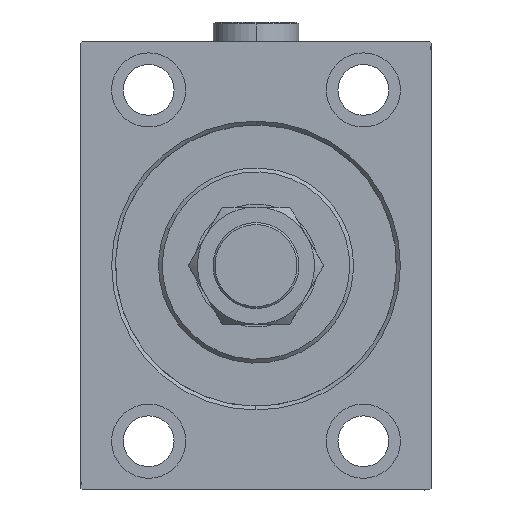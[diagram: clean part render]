
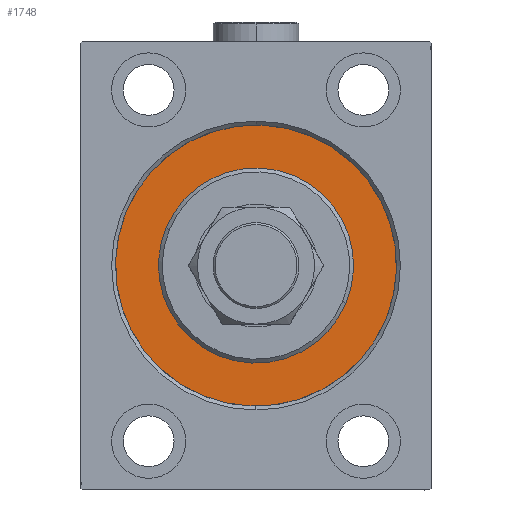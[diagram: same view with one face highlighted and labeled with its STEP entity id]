
A CAD part, left-side view. The second image highlights one B-rep face of the part: STEP entity #1748.
In plain terms, the highlighted face is planar.
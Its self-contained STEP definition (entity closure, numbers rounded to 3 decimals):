
#571 = AXIS2_PLACEMENT_3D ( 'NONE', #29788, #32662, #36697 ) ;
#812 = CARTESIAN_POINT ( 'NONE',  ( 0., 0., 0. ) ) ;
#1262 = ORIENTED_EDGE ( 'NONE', *, *, #23953, .F. ) ;
#1748 = ADVANCED_FACE ( 'NONE', ( #18411, #36698 ), #11044, .F. ) ;
#1822 = EDGE_CURVE ( 'NONE', #19162, #12729, #41073, .T. ) ;
#3882 = AXIS2_PLACEMENT_3D ( 'NONE', #25295, #35985, #21974 ) ;
#4087 = AXIS2_PLACEMENT_3D ( 'NONE', #37284, #29680, #26827 ) ;
#6067 = EDGE_CURVE ( 'NONE', #11230, #45764, #19177, .T. ) ;
#6666 = CARTESIAN_POINT ( 'NONE',  ( 0., 0., 25. ) ) ;
#11044 = PLANE ( 'NONE',  #3882 ) ;
#11230 = VERTEX_POINT ( 'NONE', #29107 ) ;
#12729 = VERTEX_POINT ( 'NONE', #22428 ) ;
#13825 = CARTESIAN_POINT ( 'NONE',  ( 0., 0., 0. ) ) ;
#18411 = FACE_BOUND ( 'NONE', #21281, .T. ) ;
#19162 = VERTEX_POINT ( 'NONE', #6666 ) ;
#19177 = CIRCLE ( 'NONE', #30536, 36. ) ;
#20492 = DIRECTION ( 'NONE',  ( -1., 0., 0. ) ) ;
#21281 = EDGE_LOOP ( 'NONE', ( #29226, #1262 ) ) ;
#21588 = EDGE_LOOP ( 'NONE', ( #35511, #27922 ) ) ;
#21974 = DIRECTION ( 'NONE',  ( 0., 0., 1. ) ) ;
#22428 = CARTESIAN_POINT ( 'NONE',  ( 0., 0., -25. ) ) ;
#23953 = EDGE_CURVE ( 'NONE', #12729, #19162, #41540, .T. ) ;
#24050 = DIRECTION ( 'NONE',  ( 0., 0., 1. ) ) ;
#25295 = CARTESIAN_POINT ( 'NONE',  ( 0., 0., 0. ) ) ;
#25306 = CIRCLE ( 'NONE', #4087, 36. ) ;
#26827 = DIRECTION ( 'NONE',  ( 0., 0., 1. ) ) ;
#26932 = DIRECTION ( 'NONE',  ( 0., 0., -1. ) ) ;
#27922 = ORIENTED_EDGE ( 'NONE', *, *, #46659, .F. ) ;
#29107 = CARTESIAN_POINT ( 'NONE',  ( 0., 0., -36. ) ) ;
#29226 = ORIENTED_EDGE ( 'NONE', *, *, #1822, .F. ) ;
#29680 = DIRECTION ( 'NONE',  ( -1., 0., 0. ) ) ;
#29788 = CARTESIAN_POINT ( 'NONE',  ( 0., 0., 0. ) ) ;
#30536 = AXIS2_PLACEMENT_3D ( 'NONE', #13825, #20492, #24050 ) ;
#32662 = DIRECTION ( 'NONE',  ( 1., 0., 0. ) ) ;
#35511 = ORIENTED_EDGE ( 'NONE', *, *, #6067, .F. ) ;
#35985 = DIRECTION ( 'NONE',  ( -1., 0., 0. ) ) ;
#36697 = DIRECTION ( 'NONE',  ( 0., 0., -1. ) ) ;
#36698 = FACE_OUTER_BOUND ( 'NONE', #21588, .T. ) ;
#37284 = CARTESIAN_POINT ( 'NONE',  ( 0., 0., 0. ) ) ;
#40276 = CARTESIAN_POINT ( 'NONE',  ( 0., 0., 36. ) ) ;
#41073 = CIRCLE ( 'NONE', #45605, 25. ) ;
#41540 = CIRCLE ( 'NONE', #571, 25. ) ;
#44536 = DIRECTION ( 'NONE',  ( 1., 0., 0. ) ) ;
#45605 = AXIS2_PLACEMENT_3D ( 'NONE', #812, #44536, #26932 ) ;
#45764 = VERTEX_POINT ( 'NONE', #40276 ) ;
#46659 = EDGE_CURVE ( 'NONE', #45764, #11230, #25306, .T. ) ;
